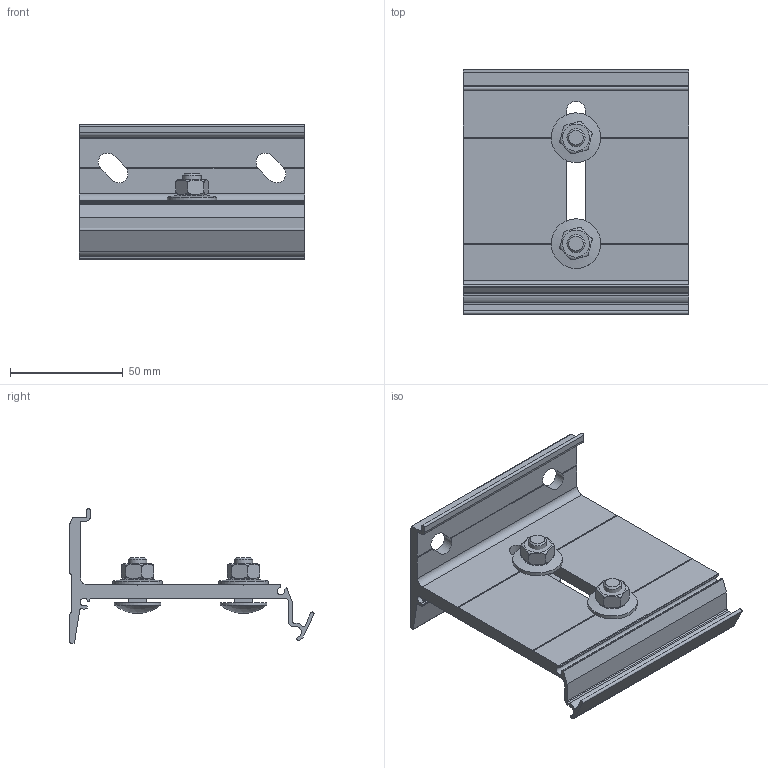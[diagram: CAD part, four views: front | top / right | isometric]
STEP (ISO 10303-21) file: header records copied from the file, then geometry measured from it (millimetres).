
FILE_DESCRIPTION(/* description */ ('Equerre double assemblée WINSLIDE 2 - bord de mer'),/* implementation_level */ '2;1');
FILE_NAME(/* name */ '11293DA.stp',/* time_stamp */ '2022-10-21T15:15:38+02:00',/* author */ ('Giuliano'),/* organization */ (''),/* preprocessor_version */ 'ST-DEVELOPER v18.1',/* originating_system */ 'Autodesk Inventor 2021',/* authorisation */ '');
FILE_SCHEMA (('AUTOMOTIVE_DESIGN { 1 0 10303 214 3 1 1 }'));
Length unit declared in the file: millimetre
Products named in the file (5): 11293DA; 11293DAN; 04868; 06050; 04871
Assembly tree (7 placements, depth 2):
  11293DA
    11293DAN
    04868  x2
    04871  x2
    06050  x2
Bounding box: 100 x 108.23 x 59.7 mm (x, y, z)
Volume: 85852.2 mm3; surface area: 45979.1 mm2
Topology: 7 solids, 7 shells, 160 faces, 429 edges, 278 vertices
Faces by surface type: plane 82, cylinder 54, cone 18, torus 4, sphere 2
Full cylindrical faces by diameter (mm): 6.647 x2, 8 x2, 8.2 x2, 13 x2, 20.65 x2, 22 x2
Entity records: 4711 total; most frequent: CARTESIAN_POINT 1016, DIRECTION 736, ORIENTED_EDGE 720, EDGE_CURVE 360, AXIS2_PLACEMENT_3D 258, VERTEX_POINT 236, LINE 220, VECTOR 220
